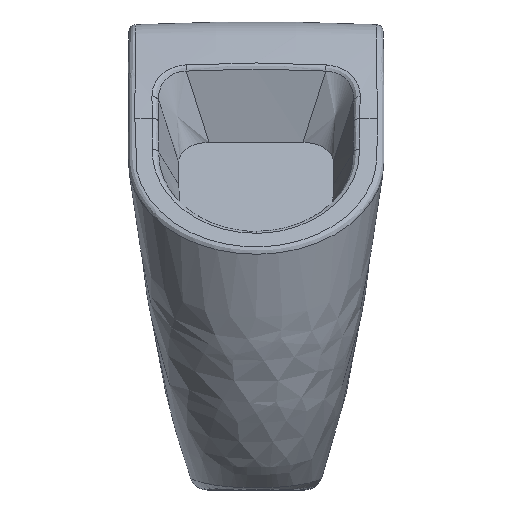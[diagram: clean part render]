
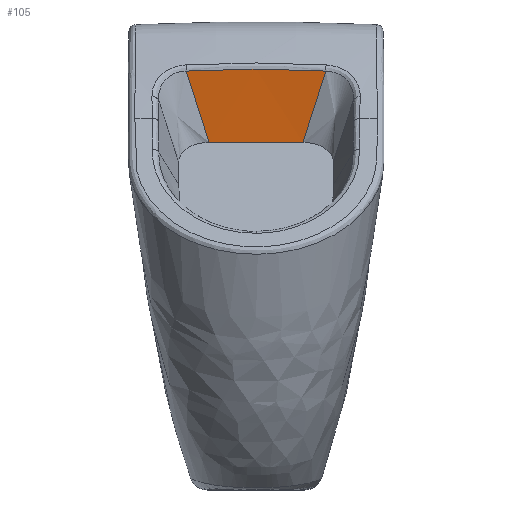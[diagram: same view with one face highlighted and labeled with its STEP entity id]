
A CAD part, front view. The second image highlights one B-rep face of the part: STEP entity #105.
In plain terms, the highlighted free-form (B-spline) face has degree [1, 3] with [2, 4] control points.
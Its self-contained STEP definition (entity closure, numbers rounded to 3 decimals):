
#47=(
BOUNDED_CURVE()
B_SPLINE_CURVE(3,(#2019,#2020,#2021,#2022),.UNSPECIFIED.,.F.,.F.)
B_SPLINE_CURVE_WITH_KNOTS((4,4),(0.,1.),.UNSPECIFIED.)
CURVE()
GEOMETRIC_REPRESENTATION_ITEM()
RATIONAL_B_SPLINE_CURVE((1.,1.,1.,1.))
REPRESENTATION_ITEM('')
);
#105=ADVANCED_FACE('',(#149),#128,.T.);
#128=B_SPLINE_SURFACE_WITH_KNOTS('',1,3,((#2023,#2024,#2025,#2026),(#2027,
#2028,#2029,#2030)),.UNSPECIFIED.,.F.,.F.,.F.,(2,2),(4,4),(0.,1.),(0.,1.),
 .UNSPECIFIED.);
#149=FACE_OUTER_BOUND('',#184,.T.);
#184=EDGE_LOOP('',(#271,#272,#273,#274));
#271=ORIENTED_EDGE('',*,*,#468,.T.);
#272=ORIENTED_EDGE('',*,*,#472,.F.);
#273=ORIENTED_EDGE('',*,*,#473,.F.);
#274=ORIENTED_EDGE('',*,*,#469,.T.);
#401=VERTEX_POINT('',#1861);
#403=VERTEX_POINT('',#1916);
#404=VERTEX_POINT('',#1934);
#406=VERTEX_POINT('',#2018);
#468=EDGE_CURVE('',#401,#403,#554,.T.);
#469=EDGE_CURVE('',#404,#401,#555,.T.);
#472=EDGE_CURVE('',#406,#403,#557,.T.);
#473=EDGE_CURVE('',#404,#406,#47,.T.);
#554=B_SPLINE_CURVE_WITH_KNOTS('',3,(#1917,#1918,#1919,#1920),
 .UNSPECIFIED.,.F.,.F.,(4,4),(0.,1.),.UNSPECIFIED.);
#555=B_SPLINE_CURVE_WITH_KNOTS('',3,(#1922,#1923,#1924,#1925,#1926,#1927,
#1928,#1929,#1930,#1931,#1932,#1933),.UNSPECIFIED.,.F.,.F.,(4,2,2,1,1,1,
1,4),(0.,0.5,0.516,0.531,0.563,
0.625,0.75,1.),.UNSPECIFIED.);
#557=B_SPLINE_CURVE_WITH_KNOTS('',3,(#1985,#1986,#1987,#1988,#1989,#1990,
#1991,#1992,#1993,#1994,#1995,#1996,#1997,#1998,#1999,#2000,#2001,#2002,
#2003,#2004,#2005,#2006,#2007,#2008,#2009,#2010,#2011,#2012,#2013,#2014,
#2015,#2016,#2017),.UNSPECIFIED.,.F.,.F.,(4,2,2,2,2,2,2,2,2,2,2,2,2,1,1,
1,2,4),(0.,0.25,0.266,0.281,0.312,
0.375,0.5,0.516,0.531,
0.562,0.625,0.75,0.758,
0.766,0.781,0.812,0.875,
1.),.UNSPECIFIED.);
#1861=CARTESIAN_POINT('',(-53.457,-94.696,91.308));
#1916=CARTESIAN_POINT('',(53.457,-94.696,91.308));
#1917=CARTESIAN_POINT('',(-53.457,-94.696,91.308));
#1918=CARTESIAN_POINT('',(-17.822,-94.034,91.818));
#1919=CARTESIAN_POINT('',(17.822,-94.034,91.818));
#1920=CARTESIAN_POINT('',(53.457,-94.696,91.308));
#1922=CARTESIAN_POINT('',(-79.52,-109.731,172.654));
#1923=CARTESIAN_POINT('',(-75.337,-107.092,158.443));
#1924=CARTESIAN_POINT('',(-71.167,-104.57,144.832));
#1925=CARTESIAN_POINT('',(-66.882,-102.089,131.415));
#1926=CARTESIAN_POINT('',(-66.732,-102.003,130.947));
#1927=CARTESIAN_POINT('',(-66.452,-101.841,130.074));
#1928=CARTESIAN_POINT('',(-66.032,-101.599,128.765));
#1929=CARTESIAN_POINT('',(-65.052,-101.037,125.722));
#1930=CARTESIAN_POINT('',(-63.087,-99.921,119.677));
#1931=CARTESIAN_POINT('',(-59.144,-97.721,107.751));
#1932=CARTESIAN_POINT('',(-55.738,-95.891,97.81));
#1933=CARTESIAN_POINT('',(-53.457,-94.696,91.308));
#1934=CARTESIAN_POINT('',(-79.52,-109.731,172.654));
#1985=CARTESIAN_POINT('',(79.52,-109.731,172.654));
#1986=CARTESIAN_POINT('',(78.093,-108.83,167.805));
#1987=CARTESIAN_POINT('',(76.07,-107.564,160.981));
#1988=CARTESIAN_POINT('',(73.215,-105.835,151.655));
#1989=CARTESIAN_POINT('',(73.023,-105.719,151.029));
#1990=CARTESIAN_POINT('',(72.672,-105.507,149.886));
#1991=CARTESIAN_POINT('',(72.5,-105.404,149.325));
#1992=CARTESIAN_POINT('',(71.991,-105.098,147.673));
#1993=CARTESIAN_POINT('',(71.663,-104.901,146.614));
#1994=CARTESIAN_POINT('',(70.716,-104.337,143.564));
#1995=CARTESIAN_POINT('',(70.134,-103.991,141.698));
#1996=CARTESIAN_POINT('',(68.535,-103.049,136.604));
#1997=CARTESIAN_POINT('',(67.669,-102.545,133.879));
#1998=CARTESIAN_POINT('',(66.929,-102.117,131.565));
#1999=CARTESIAN_POINT('',(66.813,-102.05,131.202));
#2000=CARTESIAN_POINT('',(66.608,-101.931,130.56));
#2001=CARTESIAN_POINT('',(66.503,-101.871,130.232));
#2002=CARTESIAN_POINT('',(66.18,-101.685,129.226));
#2003=CARTESIAN_POINT('',(65.955,-101.555,128.526));
#2004=CARTESIAN_POINT('',(65.25,-101.151,126.337));
#2005=CARTESIAN_POINT('',(64.74,-100.86,124.762));
#2006=CARTESIAN_POINT('',(63.086,-99.922,119.685));
#2007=CARTESIAN_POINT('',(61.82,-99.212,115.833));
#2008=CARTESIAN_POINT('',(60.288,-98.367,111.25));
#2009=CARTESIAN_POINT('',(60.218,-98.328,111.041));
#2010=CARTESIAN_POINT('',(60.058,-98.24,110.565));
#2011=CARTESIAN_POINT('',(59.82,-98.109,109.854));
#2012=CARTESIAN_POINT('',(59.269,-97.807,108.213));
#2013=CARTESIAN_POINT('',(58.187,-97.217,105.01));
#2014=CARTESIAN_POINT('',(57.296,-96.735,102.396));
#2015=CARTESIAN_POINT('',(55.564,-95.805,97.343));
#2016=CARTESIAN_POINT('',(54.475,-95.229,94.21));
#2017=CARTESIAN_POINT('',(53.457,-94.696,91.308));
#2018=CARTESIAN_POINT('',(79.52,-109.731,172.654));
#2019=CARTESIAN_POINT('',(-79.52,-109.731,172.654));
#2020=CARTESIAN_POINT('',(-26.574,-108.603,175.74));
#2021=CARTESIAN_POINT('',(26.581,-108.603,175.739));
#2022=CARTESIAN_POINT('',(79.52,-109.731,172.654));
#2023=CARTESIAN_POINT('',(126.202,-85.731,25.907));
#2024=CARTESIAN_POINT('',(42.127,-81.556,25.907));
#2025=CARTESIAN_POINT('',(-42.148,-81.557,25.907));
#2026=CARTESIAN_POINT('',(-126.202,-85.731,25.907));
#2027=CARTESIAN_POINT('',(124.641,-117.148,204.301));
#2028=CARTESIAN_POINT('',(41.603,-113.024,204.301));
#2029=CARTESIAN_POINT('',(-41.624,-113.025,204.301));
#2030=CARTESIAN_POINT('',(-124.641,-117.148,204.301));
